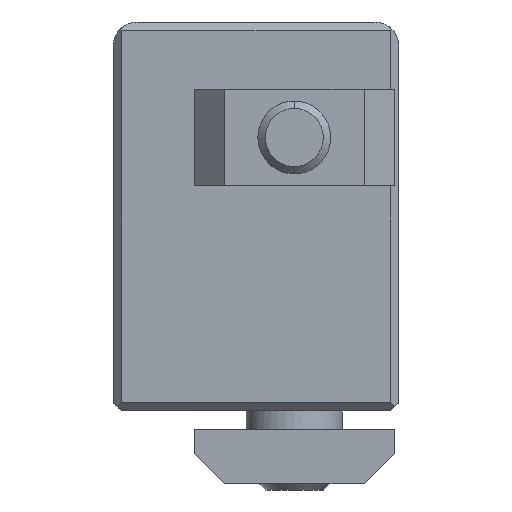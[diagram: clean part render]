
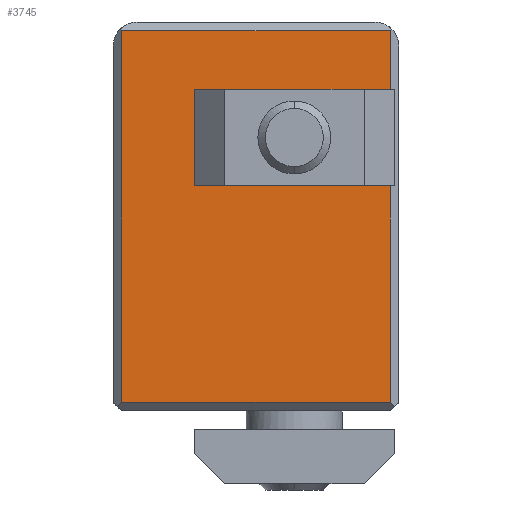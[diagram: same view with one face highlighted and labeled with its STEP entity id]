
A CAD part, left-side view. The second image highlights one B-rep face of the part: STEP entity #3745.
In plain terms, the highlighted planar face has unit normal (-1, 0, 0).
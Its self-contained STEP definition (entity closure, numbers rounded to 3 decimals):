
#21 = CARTESIAN_POINT ( 'NONE',  ( 0., -2.448, 25.6 ) ) ;
#85 = CARTESIAN_POINT ( 'NONE',  ( 0., 3.1, 19.4 ) ) ;
#97 = VERTEX_POINT ( 'NONE', #6346 ) ;
#223 = DIRECTION ( 'NONE',  ( 0., 1., 0. ) ) ;
#262 = VERTEX_POINT ( 'NONE', #1406 ) ;
#540 = VERTEX_POINT ( 'NONE', #3238 ) ;
#621 = AXIS2_PLACEMENT_3D ( 'NONE', #6350, #1955, #2611 ) ;
#625 = VERTEX_POINT ( 'NONE', #2734 ) ;
#900 = VECTOR ( 'NONE', #3224, 1000. ) ;
#933 = DIRECTION ( 'NONE',  ( 0., 0., 1. ) ) ;
#1054 = CARTESIAN_POINT ( 'NONE',  ( 0., 3.1, 20.4 ) ) ;
#1129 = ORIENTED_EDGE ( 'NONE', *, *, #2654, .T. ) ;
#1163 = DIRECTION ( 'NONE',  ( 0., 1., 0. ) ) ;
#1196 = CARTESIAN_POINT ( 'NONE',  ( 0., -4.1, 24.6 ) ) ;
#1214 = ORIENTED_EDGE ( 'NONE', *, *, #2859, .F. ) ;
#1260 = DIRECTION ( 'NONE',  ( 0., 1., 0. ) ) ;
#1332 = DIRECTION ( 'NONE',  ( 1., 0., 0. ) ) ;
#1335 = CIRCLE ( 'NONE', #2117, 3.95 ) ;
#1340 = CARTESIAN_POINT ( 'NONE',  ( 0., 2.448, 25.6 ) ) ;
#1363 = DIRECTION ( 'NONE',  ( 0., 1., 0. ) ) ;
#1373 = CARTESIAN_POINT ( 'NONE',  ( 0., -8.6, 31.3 ) ) ;
#1399 = DIRECTION ( 'NONE',  ( 0., 1., 0. ) ) ;
#1406 = CARTESIAN_POINT ( 'NONE',  ( 0., -2.448, 19.4 ) ) ;
#1420 = CARTESIAN_POINT ( 'NONE',  ( 0., 0., 22.5 ) ) ;
#1474 = CARTESIAN_POINT ( 'NONE',  ( 0., -8.6, 31.3 ) ) ;
#1591 = CARTESIAN_POINT ( 'NONE',  ( 0., 4.1, 28.45 ) ) ;
#1631 = AXIS2_PLACEMENT_3D ( 'NONE', #2717, #6517, #4402 ) ;
#1661 = ORIENTED_EDGE ( 'NONE', *, *, #2110, .T. ) ;
#1664 = CARTESIAN_POINT ( 'NONE',  ( 0., 4.1, 24.6 ) ) ;
#1705 = CARTESIAN_POINT ( 'NONE',  ( 0., -6.35, 25.6 ) ) ;
#1751 = ORIENTED_EDGE ( 'NONE', *, *, #2256, .T. ) ;
#1876 = ORIENTED_EDGE ( 'NONE', *, *, #6119, .T. ) ;
#1897 = CARTESIAN_POINT ( 'NONE',  ( 0., 2.448, 19.4 ) ) ;
#1903 = VECTOR ( 'NONE', #4548, 1000. ) ;
#1916 = EDGE_CURVE ( 'NONE', #5304, #540, #4071, .T. ) ;
#1955 = DIRECTION ( 'NONE',  ( 1., 0., 0. ) ) ;
#2030 = VECTOR ( 'NONE', #3953, 1000. ) ;
#2096 = CIRCLE ( 'NONE', #1631, 1. ) ;
#2110 = EDGE_CURVE ( 'NONE', #5552, #2400, #1335, .T. ) ;
#2117 = AXIS2_PLACEMENT_3D ( 'NONE', #1420, #1332, #1363 ) ;
#2118 = CARTESIAN_POINT ( 'NONE',  ( 0., 14.2, 26.339 ) ) ;
#2225 = VERTEX_POINT ( 'NONE', #4482 ) ;
#2243 = ORIENTED_EDGE ( 'NONE', *, *, #6500, .T. ) ;
#2256 = EDGE_CURVE ( 'NONE', #262, #3603, #7026, .T. ) ;
#2269 = CARTESIAN_POINT ( 'NONE',  ( 0., -3.1, 25.6 ) ) ;
#2273 = LINE ( 'NONE', #4015, #4921 ) ;
#2400 = VERTEX_POINT ( 'NONE', #21 ) ;
#2533 = VECTOR ( 'NONE', #4246, 1000. ) ;
#2564 = PLANE ( 'NONE',  #3487 ) ;
#2593 = CARTESIAN_POINT ( 'NONE',  ( 0., -7.9, 31.3 ) ) ;
#2611 = DIRECTION ( 'NONE',  ( 0., 0., -1. ) ) ;
#2654 = EDGE_CURVE ( 'NONE', #3329, #4550, #4406, .T. ) ;
#2717 = CARTESIAN_POINT ( 'NONE',  ( 0., -3.1, 24.6 ) ) ;
#2727 = EDGE_CURVE ( 'NONE', #3167, #3329, #2273, .T. ) ;
#2734 = CARTESIAN_POINT ( 'NONE',  ( 0., 14.2, 0.7 ) ) ;
#2852 = LINE ( 'NONE', #6246, #1903 ) ;
#2859 = EDGE_CURVE ( 'NONE', #3167, #625, #5491, .T. ) ;
#2931 = VECTOR ( 'NONE', #1260, 1000. ) ;
#2935 = CIRCLE ( 'NONE', #3949, 1. ) ;
#3067 = FACE_BOUND ( 'NONE', #5020, .T. ) ;
#3108 = ORIENTED_EDGE ( 'NONE', *, *, #3322, .T. ) ;
#3142 = VECTOR ( 'NONE', #1399, 1000. ) ;
#3167 = VERTEX_POINT ( 'NONE', #4660 ) ;
#3174 = DIRECTION ( 'NONE',  ( 1., 0., 0. ) ) ;
#3212 = ORIENTED_EDGE ( 'NONE', *, *, #1916, .T. ) ;
#3221 = VECTOR ( 'NONE', #4479, 1000. ) ;
#3224 = DIRECTION ( 'NONE',  ( 0., 0., -1. ) ) ;
#3238 = CARTESIAN_POINT ( 'NONE',  ( 0., -4.1, 20.4 ) ) ;
#3322 = EDGE_CURVE ( 'NONE', #97, #5052, #3388, .T. ) ;
#3329 = VERTEX_POINT ( 'NONE', #2593 ) ;
#3388 = LINE ( 'NONE', #1591, #2533 ) ;
#3432 = DIRECTION ( 'NONE',  ( 1., 0., 0. ) ) ;
#3487 = AXIS2_PLACEMENT_3D ( 'NONE', #1474, #5279, #933 ) ;
#3544 = LINE ( 'NONE', #2118, #900 ) ;
#3603 = VERTEX_POINT ( 'NONE', #1897 ) ;
#3704 = VERTEX_POINT ( 'NONE', #2269 ) ;
#3745 = ADVANCED_FACE ( 'NONE', ( #3067, #4346 ), #2564, .T. ) ;
#3793 = VECTOR ( 'NONE', #4940, 1000. ) ;
#3949 = AXIS2_PLACEMENT_3D ( 'NONE', #6120, #5088, #6223 ) ;
#3953 = DIRECTION ( 'NONE',  ( 0., 0., -1. ) ) ;
#4001 = CARTESIAN_POINT ( 'NONE',  ( 0., -4.1, 25.35 ) ) ;
#4015 = CARTESIAN_POINT ( 'NONE',  ( 0., -7.9, 25.475 ) ) ;
#4071 = LINE ( 'NONE', #4001, #2030 ) ;
#4140 = ORIENTED_EDGE ( 'NONE', *, *, #5998, .T. ) ;
#4246 = DIRECTION ( 'NONE',  ( 0., 0., 1. ) ) ;
#4323 = ORIENTED_EDGE ( 'NONE', *, *, #6331, .T. ) ;
#4330 = EDGE_CURVE ( 'NONE', #2225, #5552, #5911, .T. ) ;
#4346 = FACE_OUTER_BOUND ( 'NONE', #5285, .T. ) ;
#4402 = DIRECTION ( 'NONE',  ( 0., 0., -1. ) ) ;
#4406 = LINE ( 'NONE', #1373, #6944 ) ;
#4463 = CARTESIAN_POINT ( 'NONE',  ( 0., -2.25, 19.4 ) ) ;
#4479 = DIRECTION ( 'NONE',  ( 0., -1., 0. ) ) ;
#4482 = CARTESIAN_POINT ( 'NONE',  ( 0., 3.1, 25.6 ) ) ;
#4512 = CARTESIAN_POINT ( 'NONE',  ( 0., -3.1, 19.4 ) ) ;
#4548 = DIRECTION ( 'NONE',  ( 0., 1., 0. ) ) ;
#4550 = VERTEX_POINT ( 'NONE', #6718 ) ;
#4660 = CARTESIAN_POINT ( 'NONE',  ( 0., -7.9, 0.7 ) ) ;
#4748 = AXIS2_PLACEMENT_3D ( 'NONE', #1054, #3174, #4835 ) ;
#4835 = DIRECTION ( 'NONE',  ( 0., 0., -1. ) ) ;
#4921 = VECTOR ( 'NONE', #6715, 1000. ) ;
#4940 = DIRECTION ( 'NONE',  ( 0., -1., 0. ) ) ;
#4978 = EDGE_CURVE ( 'NONE', #4550, #625, #3544, .T. ) ;
#5020 = EDGE_LOOP ( 'NONE', ( #1751, #4323, #5852, #3108, #5177, #6623, #1661, #4140, #5360, #3212, #2243, #1876 ) ) ;
#5046 = EDGE_CURVE ( 'NONE', #3704, #5304, #2096, .T. ) ;
#5052 = VERTEX_POINT ( 'NONE', #1664 ) ;
#5088 = DIRECTION ( 'NONE',  ( 1., 0., 0. ) ) ;
#5177 = ORIENTED_EDGE ( 'NONE', *, *, #5483, .T. ) ;
#5221 = VERTEX_POINT ( 'NONE', #4512 ) ;
#5279 = DIRECTION ( 'NONE',  ( -1., 0., 0. ) ) ;
#5285 = EDGE_LOOP ( 'NONE', ( #5462, #1214, #6027, #1129 ) ) ;
#5304 = VERTEX_POINT ( 'NONE', #1196 ) ;
#5360 = ORIENTED_EDGE ( 'NONE', *, *, #5046, .T. ) ;
#5386 = LINE ( 'NONE', #1705, #3793 ) ;
#5462 = ORIENTED_EDGE ( 'NONE', *, *, #4978, .T. ) ;
#5483 = EDGE_CURVE ( 'NONE', #5052, #2225, #2935, .T. ) ;
#5491 = LINE ( 'NONE', #6302, #3142 ) ;
#5552 = VERTEX_POINT ( 'NONE', #1340 ) ;
#5806 = LINE ( 'NONE', #4463, #2931 ) ;
#5831 = EDGE_CURVE ( 'NONE', #6071, #97, #6925, .T. ) ;
#5852 = ORIENTED_EDGE ( 'NONE', *, *, #5831, .T. ) ;
#5911 = LINE ( 'NONE', #6594, #3221 ) ;
#5998 = EDGE_CURVE ( 'NONE', #2400, #3704, #5386, .T. ) ;
#6027 = ORIENTED_EDGE ( 'NONE', *, *, #2727, .T. ) ;
#6049 = CARTESIAN_POINT ( 'NONE',  ( 0., 0., 22.5 ) ) ;
#6071 = VERTEX_POINT ( 'NONE', #85 ) ;
#6119 = EDGE_CURVE ( 'NONE', #5221, #262, #5806, .T. ) ;
#6120 = CARTESIAN_POINT ( 'NONE',  ( 0., 3.1, 24.6 ) ) ;
#6223 = DIRECTION ( 'NONE',  ( 0., 0., -1. ) ) ;
#6228 = CIRCLE ( 'NONE', #621, 1. ) ;
#6246 = CARTESIAN_POINT ( 'NONE',  ( 0., -2.25, 19.4 ) ) ;
#6302 = CARTESIAN_POINT ( 'NONE',  ( 0., -8.6, 0.7 ) ) ;
#6331 = EDGE_CURVE ( 'NONE', #3603, #6071, #2852, .T. ) ;
#6346 = CARTESIAN_POINT ( 'NONE',  ( 0., 4.1, 20.4 ) ) ;
#6350 = CARTESIAN_POINT ( 'NONE',  ( 0., -3.1, 20.4 ) ) ;
#6386 = AXIS2_PLACEMENT_3D ( 'NONE', #6049, #3432, #1163 ) ;
#6500 = EDGE_CURVE ( 'NONE', #540, #5221, #6228, .T. ) ;
#6517 = DIRECTION ( 'NONE',  ( 1., 0., 0. ) ) ;
#6594 = CARTESIAN_POINT ( 'NONE',  ( 0., -6.35, 25.6 ) ) ;
#6623 = ORIENTED_EDGE ( 'NONE', *, *, #4330, .T. ) ;
#6715 = DIRECTION ( 'NONE',  ( 0., 0., 1. ) ) ;
#6718 = CARTESIAN_POINT ( 'NONE',  ( 0., 14.2, 31.3 ) ) ;
#6925 = CIRCLE ( 'NONE', #4748, 1. ) ;
#6944 = VECTOR ( 'NONE', #223, 1000. ) ;
#7026 = CIRCLE ( 'NONE', #6386, 3.95 ) ;
